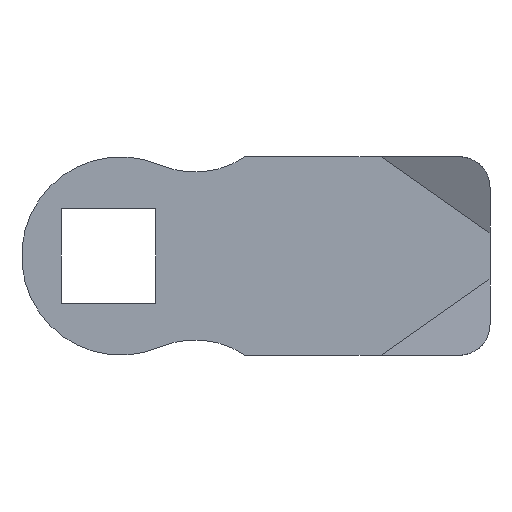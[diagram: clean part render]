
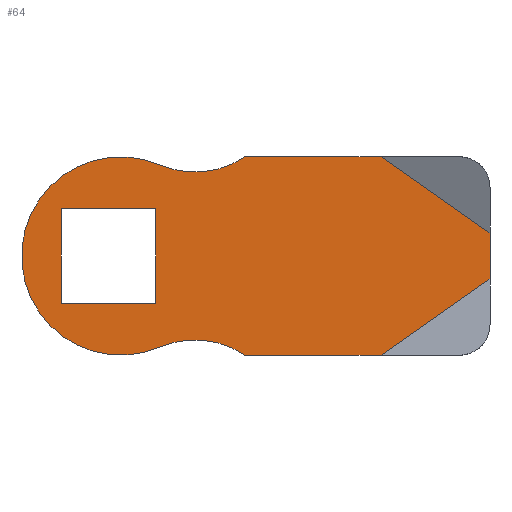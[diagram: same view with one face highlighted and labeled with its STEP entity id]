
A CAD part, front view. The second image highlights one B-rep face of the part: STEP entity #64.
In plain terms, the highlighted planar face has unit normal (0, -1, 0).
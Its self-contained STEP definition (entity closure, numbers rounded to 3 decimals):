
#64 = ADVANCED_FACE( '', ( #134, #135 ), #136, .F. );
#134 = FACE_OUTER_BOUND( '', #210, .T. );
#135 = FACE_BOUND( '', #211, .T. );
#136 = PLANE( '', #212 );
#210 = EDGE_LOOP( '', ( #324, #325, #326, #327, #328, #329, #330, #331 ) );
#211 = EDGE_LOOP( '', ( #332, #333, #334, #335 ) );
#212 = AXIS2_PLACEMENT_3D( '', #336, #337, #338 );
#324 = ORIENTED_EDGE( '', *, *, #465, .F. );
#325 = ORIENTED_EDGE( '', *, *, #494, .T. );
#326 = ORIENTED_EDGE( '', *, *, #477, .T. );
#327 = ORIENTED_EDGE( '', *, *, #495, .F. );
#328 = ORIENTED_EDGE( '', *, *, #485, .F. );
#329 = ORIENTED_EDGE( '', *, *, #496, .F. );
#330 = ORIENTED_EDGE( '', *, *, #488, .F. );
#331 = ORIENTED_EDGE( '', *, *, #469, .T. );
#332 = ORIENTED_EDGE( '', *, *, #497, .T. );
#333 = ORIENTED_EDGE( '', *, *, #498, .T. );
#334 = ORIENTED_EDGE( '', *, *, #472, .T. );
#335 = ORIENTED_EDGE( '', *, *, #499, .T. );
#336 = CARTESIAN_POINT( '', ( -5.7, 0., 6.5 ) );
#337 = DIRECTION( '', ( 0., 1., 0. ) );
#338 = DIRECTION( '', ( 0., 0., 1. ) );
#465 = EDGE_CURVE( '', #550, #552, #553, .F. );
#469 = EDGE_CURVE( '', #558, #552, #559, .F. );
#472 = EDGE_CURVE( '', #562, #563, #564, .T. );
#477 = EDGE_CURVE( '', #571, #572, #573, .T. );
#485 = EDGE_CURVE( '', #585, #581, #587, .T. );
#488 = EDGE_CURVE( '', #558, #591, #592, .F. );
#494 = EDGE_CURVE( '', #550, #571, #599, .T. );
#495 = EDGE_CURVE( '', #581, #572, #600, .T. );
#496 = EDGE_CURVE( '', #591, #585, #601, .T. );
#497 = EDGE_CURVE( '', #602, #603, #604, .T. );
#498 = EDGE_CURVE( '', #603, #562, #605, .T. );
#499 = EDGE_CURVE( '', #563, #602, #606, .T. );
#550 = VERTEX_POINT( '', #671 );
#552 = VERTEX_POINT( '', #674 );
#553 = CIRCLE( '', #675, 5.8 );
#558 = VERTEX_POINT( '', #681 );
#559 = CIRCLE( '', #682, 6.5 );
#562 = VERTEX_POINT( '', #686 );
#563 = VERTEX_POINT( '', #687 );
#564 = LINE( '', #688, #689 );
#571 = VERTEX_POINT( '', #699 );
#572 = VERTEX_POINT( '', #700 );
#573 = LINE( '', #701, #702 );
#581 = VERTEX_POINT( '', #712 );
#585 = VERTEX_POINT( '', #717 );
#587 = LINE( '', #720, #721 );
#591 = VERTEX_POINT( '', #725 );
#592 = CIRCLE( '', #726, 5.8 );
#599 = LINE( '', #736, #737 );
#600 = LINE( '', #738, #739 );
#601 = LINE( '', #740, #741 );
#602 = VERTEX_POINT( '', #742 );
#603 = VERTEX_POINT( '', #743 );
#604 = LINE( '', #744, #745 );
#605 = LINE( '', #746, #747 );
#606 = LINE( '', #748, #749 );
#671 = CARTESIAN_POINT( '', ( 8.92, 0., -6.5 ) );
#674 = CARTESIAN_POINT( '', ( 3.366, 0., -5.972 ) );
#675 = AXIS2_PLACEMENT_3D( '', #826, #827, #828 );
#681 = CARTESIAN_POINT( '', ( 3.366, 0., 5.972 ) );
#682 = AXIS2_PLACEMENT_3D( '', #833, #834, #835 );
#686 = CARTESIAN_POINT( '', ( -3.1, 0., 3.1 ) );
#687 = CARTESIAN_POINT( '', ( 3.1, 0., 3.1 ) );
#688 = CARTESIAN_POINT( '', ( -3.1, 0., 3.1 ) );
#689 = VECTOR( '', #837, 1000. );
#699 = CARTESIAN_POINT( '', ( 17.859, 0., -6.5 ) );
#700 = CARTESIAN_POINT( '', ( 25., 0., -1.5 ) );
#701 = CARTESIAN_POINT( '', ( 16.808, 0., -7.236 ) );
#702 = VECTOR( '', #841, 1000. );
#712 = CARTESIAN_POINT( '', ( 25., 0., 1.5 ) );
#717 = CARTESIAN_POINT( '', ( 17.859, 0., 6.5 ) );
#720 = CARTESIAN_POINT( '', ( 16.808, 0., 7.236 ) );
#721 = VECTOR( '', #852, 1000. );
#725 = CARTESIAN_POINT( '', ( 8.92, 0., 6.5 ) );
#726 = AXIS2_PLACEMENT_3D( '', #856, #857, #858 );
#736 = CARTESIAN_POINT( '', ( -5.7, 0., -6.5 ) );
#737 = VECTOR( '', #862, 1000. );
#738 = CARTESIAN_POINT( '', ( 25., 0., 6.5 ) );
#739 = VECTOR( '', #863, 1000. );
#740 = CARTESIAN_POINT( '', ( -5.7, 0., 6.5 ) );
#741 = VECTOR( '', #864, 1000. );
#742 = CARTESIAN_POINT( '', ( 3.1, 0., -3.1 ) );
#743 = CARTESIAN_POINT( '', ( -3.1, 0., -3.1 ) );
#744 = CARTESIAN_POINT( '', ( 3.1, 0., -3.1 ) );
#745 = VECTOR( '', #865, 1000. );
#746 = CARTESIAN_POINT( '', ( -3.1, 0., -3.1 ) );
#747 = VECTOR( '', #866, 1000. );
#748 = CARTESIAN_POINT( '', ( 3.1, 0., 3.1 ) );
#749 = VECTOR( '', #867, 1000. );
#826 = CARTESIAN_POINT( '', ( 5.662, 0., -11.298 ) );
#827 = DIRECTION( '', ( 0., 1., 0. ) );
#828 = DIRECTION( '', ( 0., 0., 1. ) );
#833 = CARTESIAN_POINT( '', ( 0.8, 0., 0. ) );
#834 = DIRECTION( '', ( 0., 1., 0. ) );
#835 = DIRECTION( '', ( 0., 0., 1. ) );
#837 = DIRECTION( '', ( 1., 0., 0. ) );
#841 = DIRECTION( '', ( 0.819, 0., 0.574 ) );
#852 = DIRECTION( '', ( 0.819, 0., -0.574 ) );
#856 = CARTESIAN_POINT( '', ( 5.662, 0., 11.298 ) );
#857 = DIRECTION( '', ( 0., 1., 0. ) );
#858 = DIRECTION( '', ( 0., 0., 1. ) );
#862 = DIRECTION( '', ( 1., 0., 0. ) );
#863 = DIRECTION( '', ( 0., 0., -1. ) );
#864 = DIRECTION( '', ( 1., 0., 0. ) );
#865 = DIRECTION( '', ( -1., 0., 0. ) );
#866 = DIRECTION( '', ( 0., 0., 1. ) );
#867 = DIRECTION( '', ( 0., 0., -1. ) );
